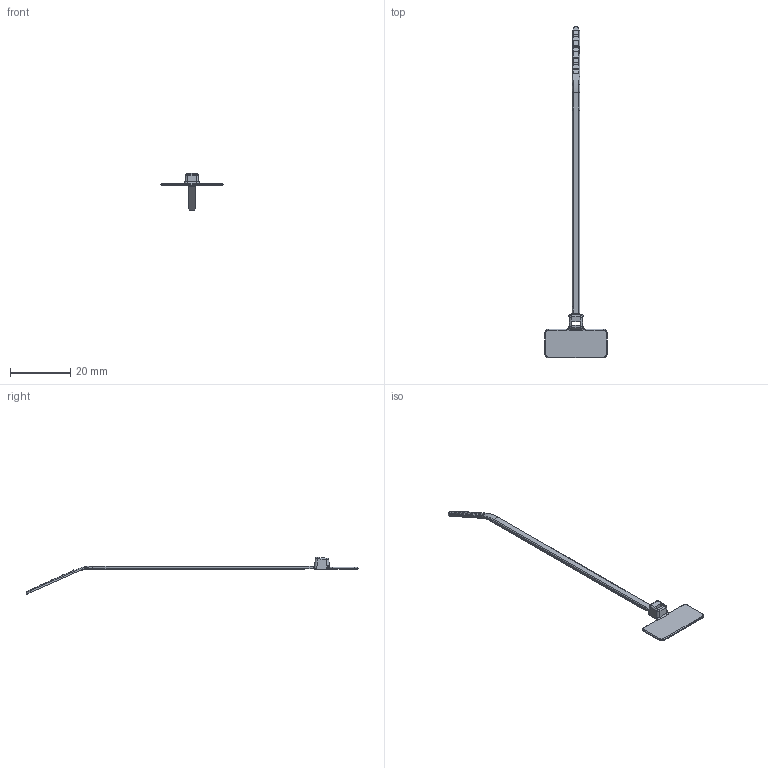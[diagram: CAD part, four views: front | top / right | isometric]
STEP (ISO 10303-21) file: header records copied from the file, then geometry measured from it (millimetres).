
FILE_DESCRIPTION(/* description */ (''),/* implementation_level */ '2;1');
FILE_NAME(/* name */ 'PANDUIT_PLF1M.stp',/* time_stamp */ '2013-08-15T14:28:43-05:00',/* author */ (''),/* organization */ (''),/* preprocessor_version */ 'ST-DEVELOPER v11',/* originating_system */ 'SIEMENS PLM Software NX 7.5',/* authorisation */ '');
FILE_SCHEMA (('CONFIG_CONTROL_DESIGN'));
Length unit declared in the file: inch
Products named in the file (1): bwg49E4kx7z
Bounding box: 20.62 x 110.33 x 12.41 mm (x, y, z)
Volume: 453.8 mm3; surface area: 1197.6 mm2
Topology: 1 solids, 1 shells, 195 faces, 474 edges, 289 vertices
Faces by surface type: plane 92, cylinder 59, bspline 36, torus 8
Entity records: 6293 total; most frequent: CARTESIAN_POINT 1745, ORIENTED_EDGE 948, DIRECTION 913, EDGE_CURVE 474, AXIS2_PLACEMENT_3D 322, VERTEX_POINT 289, LINE 269, VECTOR 269
